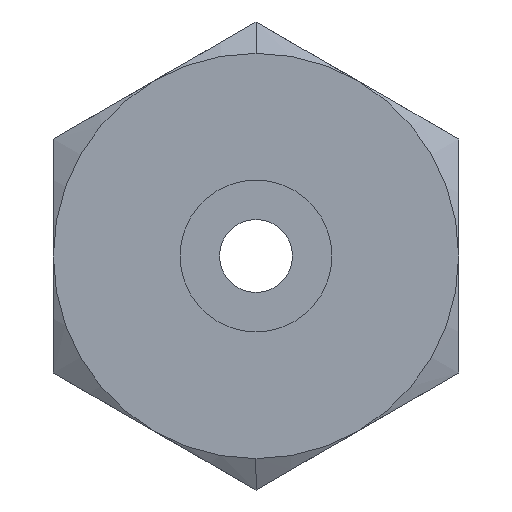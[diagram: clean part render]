
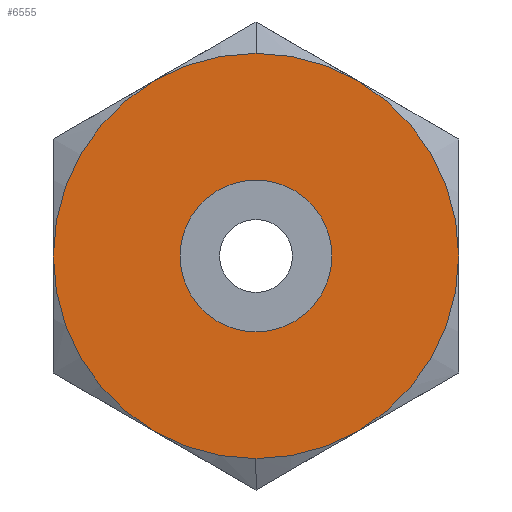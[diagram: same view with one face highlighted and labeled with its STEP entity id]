
A CAD part, left-side view. The second image highlights one B-rep face of the part: STEP entity #6555.
In plain terms, the highlighted planar face has unit normal (-1, 0, 0).
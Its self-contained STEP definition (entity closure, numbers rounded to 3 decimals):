
#13 = AXIS2_PLACEMENT_3D ( 'NONE', #3532, #2170, #8127 ) ;
#87 = CARTESIAN_POINT ( 'NONE',  ( 0., 0., 3.175 ) ) ;
#146 = CARTESIAN_POINT ( 'NONE',  ( 0., 0., 0. ) ) ;
#247 = ORIENTED_EDGE ( 'NONE', *, *, #8467, .T. ) ;
#457 = CARTESIAN_POINT ( 'NONE',  ( 0., 0., -6.35 ) ) ;
#742 = DIRECTION ( 'NONE',  ( -1., 0., 0. ) ) ;
#956 = AXIS2_PLACEMENT_3D ( 'NONE', #87, #742, #7952 ) ;
#1091 = CARTESIAN_POINT ( 'NONE',  ( 0., 0., -2.38 ) ) ;
#1156 = ORIENTED_EDGE ( 'NONE', *, *, #4465, .F. ) ;
#1403 = CARTESIAN_POINT ( 'NONE',  ( 0., 0., 2.38 ) ) ;
#1442 = DIRECTION ( 'NONE',  ( 1., 0., 0. ) ) ;
#1654 = AXIS2_PLACEMENT_3D ( 'NONE', #146, #1442, #6691 ) ;
#1702 = CARTESIAN_POINT ( 'NONE',  ( 0., 0., 0. ) ) ;
#1836 = FACE_OUTER_BOUND ( 'NONE', #8013, .T. ) ;
#2170 = DIRECTION ( 'NONE',  ( 1., 0., 0. ) ) ;
#2304 = DIRECTION ( 'NONE',  ( 1., 0., 0. ) ) ;
#2311 = CIRCLE ( 'NONE', #7122, 6.35 ) ;
#2621 = CIRCLE ( 'NONE', #13, 2.38 ) ;
#2776 = DIRECTION ( 'NONE',  ( 0., 0., 1. ) ) ;
#3532 = CARTESIAN_POINT ( 'NONE',  ( 0., 0., 0. ) ) ;
#4135 = CIRCLE ( 'NONE', #1654, 6.35 ) ;
#4465 = EDGE_CURVE ( 'NONE', #7290, #5397, #2311, .T. ) ;
#4504 = VERTEX_POINT ( 'NONE', #1403 ) ;
#4962 = CARTESIAN_POINT ( 'NONE',  ( 0., 0., 6.35 ) ) ;
#5282 = EDGE_CURVE ( 'NONE', #4504, #8239, #6448, .T. ) ;
#5397 = VERTEX_POINT ( 'NONE', #457 ) ;
#5658 = DIRECTION ( 'NONE',  ( 0., 0., 1. ) ) ;
#5946 = PLANE ( 'NONE',  #956 ) ;
#6000 = CARTESIAN_POINT ( 'NONE',  ( 0., 0., 0. ) ) ;
#6141 = EDGE_LOOP ( 'NONE', ( #247, #6420 ) ) ;
#6420 = ORIENTED_EDGE ( 'NONE', *, *, #5282, .T. ) ;
#6448 = CIRCLE ( 'NONE', #7126, 2.38 ) ;
#6555 = ADVANCED_FACE ( 'NONE', ( #7711, #1836 ), #5946, .T. ) ;
#6691 = DIRECTION ( 'NONE',  ( 0., 0., -1. ) ) ;
#6775 = DIRECTION ( 'NONE',  ( 1., 0., 0. ) ) ;
#7122 = AXIS2_PLACEMENT_3D ( 'NONE', #6000, #6775, #2776 ) ;
#7126 = AXIS2_PLACEMENT_3D ( 'NONE', #1702, #2304, #5658 ) ;
#7181 = EDGE_CURVE ( 'NONE', #5397, #7290, #4135, .T. ) ;
#7290 = VERTEX_POINT ( 'NONE', #4962 ) ;
#7711 = FACE_BOUND ( 'NONE', #6141, .T. ) ;
#7952 = DIRECTION ( 'NONE',  ( 0., 0., 1. ) ) ;
#8013 = EDGE_LOOP ( 'NONE', ( #1156, #8449 ) ) ;
#8127 = DIRECTION ( 'NONE',  ( 0., 0., -1. ) ) ;
#8239 = VERTEX_POINT ( 'NONE', #1091 ) ;
#8449 = ORIENTED_EDGE ( 'NONE', *, *, #7181, .F. ) ;
#8467 = EDGE_CURVE ( 'NONE', #8239, #4504, #2621, .T. ) ;
